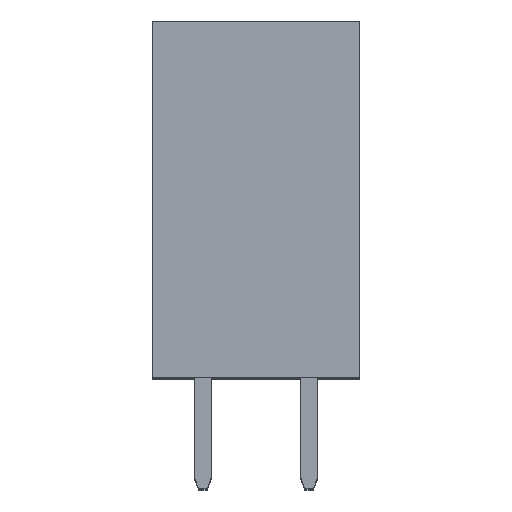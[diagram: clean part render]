
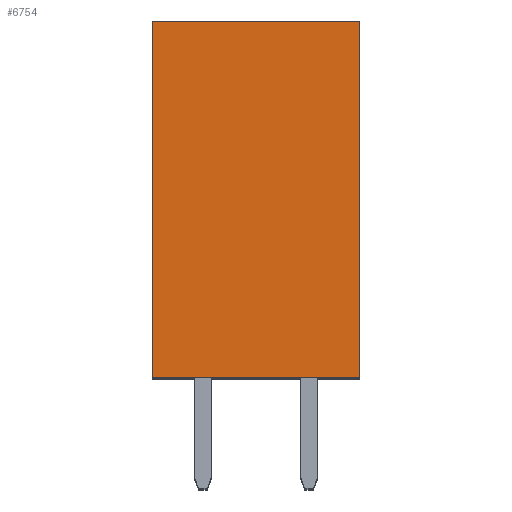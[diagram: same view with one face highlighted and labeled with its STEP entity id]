
A CAD part, top view. The second image highlights one B-rep face of the part: STEP entity #6754.
In plain terms, the highlighted planar face has unit normal (0, 0, 1).
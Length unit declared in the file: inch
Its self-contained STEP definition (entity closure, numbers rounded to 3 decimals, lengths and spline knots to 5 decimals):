
#1256 = CARTESIAN_POINT ( 'NONE',  ( -0.0975, 0., 0.51 ) ) ;
#1594 = VERTEX_POINT ( 'NONE', #19601 ) ;
#2405 = DIRECTION ( 'NONE',  ( 0., -1., 0. ) ) ;
#2734 = LINE ( 'NONE', #13074, #10748 ) ;
#4761 = PLANE ( 'NONE',  #10553 ) ;
#6754 = ADVANCED_FACE ( 'NONE', ( #13099 ), #4761, .F. ) ;
#6879 = DIRECTION ( 'NONE',  ( -1., 0., 0. ) ) ;
#7600 = VECTOR ( 'NONE', #2405, 39.37008 ) ;
#7778 = CARTESIAN_POINT ( 'NONE',  ( -0.0975, 0.335, 0.51 ) ) ;
#7929 = CARTESIAN_POINT ( 'NONE',  ( -0.0975, 0.335, 0.51 ) ) ;
#8102 = CARTESIAN_POINT ( 'NONE',  ( -0.0975, 0., 0.51 ) ) ;
#8148 = EDGE_CURVE ( 'NONE', #17901, #20715, #9511, .T. ) ;
#8597 = CARTESIAN_POINT ( 'NONE',  ( 0.0975, 0., 0.51 ) ) ;
#8612 = EDGE_CURVE ( 'NONE', #20715, #9139, #9853, .T. ) ;
#8784 = EDGE_CURVE ( 'NONE', #1594, #9139, #11875, .T. ) ;
#9139 = VERTEX_POINT ( 'NONE', #8597 ) ;
#9508 = DIRECTION ( 'NONE',  ( 0., -1., 0. ) ) ;
#9511 = LINE ( 'NONE', #20761, #16577 ) ;
#9853 = LINE ( 'NONE', #8102, #14143 ) ;
#10553 = AXIS2_PLACEMENT_3D ( 'NONE', #7929, #16535, #6879 ) ;
#10748 = VECTOR ( 'NONE', #15655, 39.37008 ) ;
#11875 = LINE ( 'NONE', #15106, #7600 ) ;
#12818 = ORIENTED_EDGE ( 'NONE', *, *, #8148, .T. ) ;
#13074 = CARTESIAN_POINT ( 'NONE',  ( -0.0975, 0.335, 0.51 ) ) ;
#13099 = FACE_OUTER_BOUND ( 'NONE', #20285, .T. ) ;
#13194 = ORIENTED_EDGE ( 'NONE', *, *, #8612, .T. ) ;
#13635 = EDGE_CURVE ( 'NONE', #17901, #1594, #2734, .T. ) ;
#14143 = VECTOR ( 'NONE', #19188, 39.37008 ) ;
#15106 = CARTESIAN_POINT ( 'NONE',  ( 0.0975, 0.335, 0.51 ) ) ;
#15655 = DIRECTION ( 'NONE',  ( 1., 0., 0. ) ) ;
#16535 = DIRECTION ( 'NONE',  ( 0., 0., -1. ) ) ;
#16577 = VECTOR ( 'NONE', #9508, 39.37008 ) ;
#17901 = VERTEX_POINT ( 'NONE', #7778 ) ;
#19188 = DIRECTION ( 'NONE',  ( 1., 0., 0. ) ) ;
#19259 = ORIENTED_EDGE ( 'NONE', *, *, #13635, .F. ) ;
#19261 = ORIENTED_EDGE ( 'NONE', *, *, #8784, .F. ) ;
#19601 = CARTESIAN_POINT ( 'NONE',  ( 0.0975, 0.335, 0.51 ) ) ;
#20285 = EDGE_LOOP ( 'NONE', ( #13194, #19261, #19259, #12818 ) ) ;
#20715 = VERTEX_POINT ( 'NONE', #1256 ) ;
#20761 = CARTESIAN_POINT ( 'NONE',  ( -0.0975, 0.335, 0.51 ) ) ;
